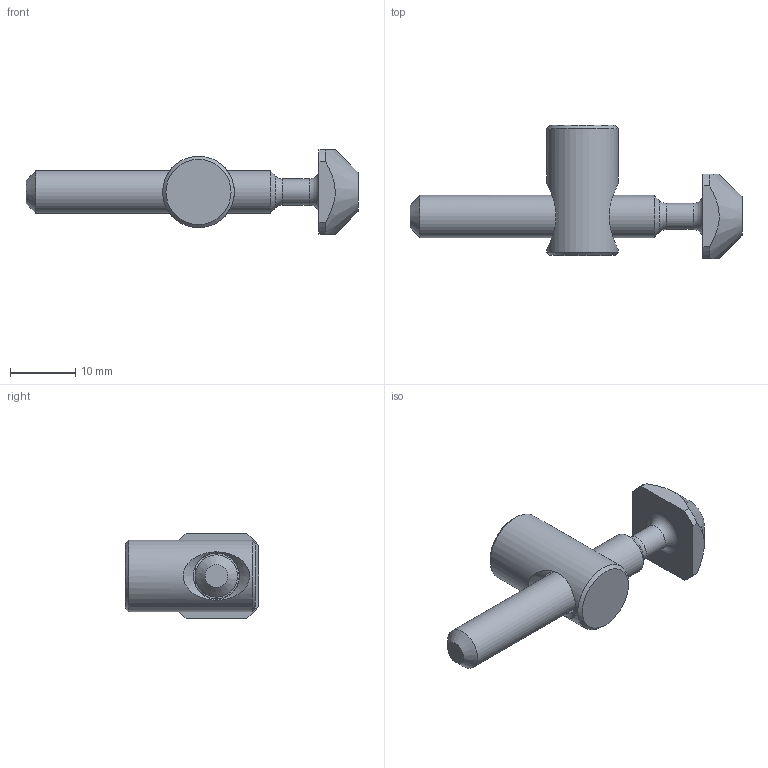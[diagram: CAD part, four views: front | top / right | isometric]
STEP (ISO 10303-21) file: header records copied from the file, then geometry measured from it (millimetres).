
FILE_DESCRIPTION(/* description */ ('STEP AP214'),/* implementation_level */ '2;1');
FILE_NAME(/* name */ '099B0811S03',/* time_stamp */ '2025-09-25T14:41:42+02:00',/* author */ ('License CC BY-ND 4.0'),/* organization */ ('CADENAS'),/* preprocessor_version */ 'ST-DEVELOPER v19.3',/* originating_system */ 'PARTsolutions',/* authorisation */ ' ');
FILE_SCHEMA (('AUTOMOTIVE_DESIGN {1 0 10303 214 3 1 1}'));
Length unit declared in the file: millimetre
Products named in the file (4): 099B0811S03; 099B0811S03-part1; 099B0811S03-part3; 099B0811S03-part2
Assembly tree (3 placements, depth 2):
  099B0811S03
    099B0811S03-part1
    099B0811S03-part3
    099B0811S03-part2
Bounding box: 51 x 20.5 x 13 mm (x, y, z)
Volume: 3363.5 mm3; surface area: 2809.6 mm2
Topology: 3 solids, 3 shells, 42 faces, 93 edges, 59 vertices
Faces by surface type: plane 18, cone 11, cylinder 10, torus 2, sphere 1
Full cylindrical faces by diameter (mm): 4 x1, 6.5 x1, 6.647 x1, 7.1 x1, 8 x1, 11 x1
Entity records: 1196 total; most frequent: CARTESIAN_POINT 268, DIRECTION 180, ORIENTED_EDGE 134, AXIS2_PLACEMENT_3D 75, EDGE_LOOP 68, FACE_BOUND 68, EDGE_CURVE 67, VERTEX_POINT 53
